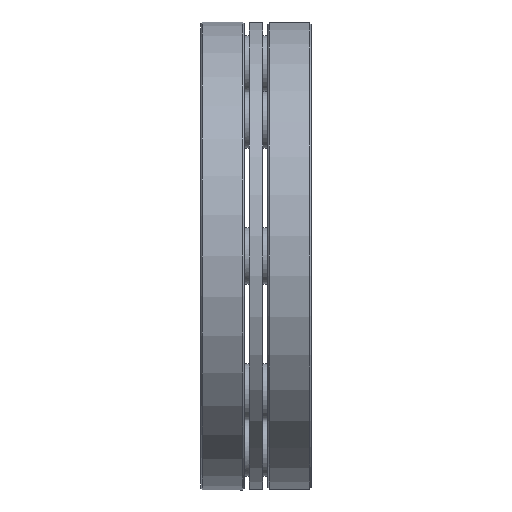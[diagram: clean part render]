
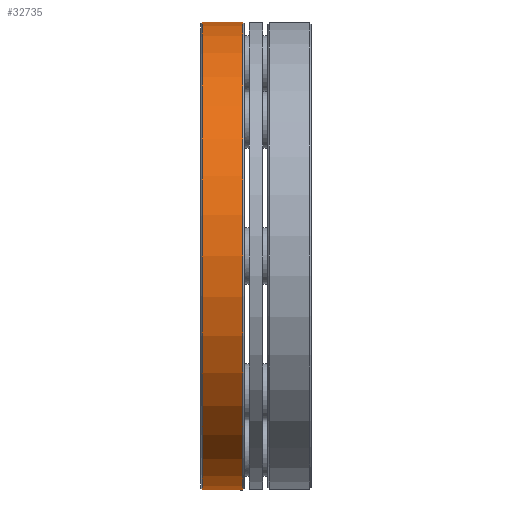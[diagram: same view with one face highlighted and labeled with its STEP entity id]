
A CAD part, front view. The second image highlights one B-rep face of the part: STEP entity #32735.
In plain terms, the highlighted cylindrical face has radius 162.5 mm (diameter 325 mm), a full revolution.
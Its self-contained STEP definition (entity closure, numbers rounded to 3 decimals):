
#234=CYLINDRICAL_SURFACE('',#34878,162.5);
#1306=CIRCLE('',#34819,162.5);
#1336=CIRCLE('',#34879,162.5);
#5844=ORIENTED_EDGE('',*,*,#8983,.T.);
#5845=ORIENTED_EDGE('',*,*,#8953,.T.);
#8953=EDGE_CURVE('',#11074,#11074,#1306,.T.);
#8983=EDGE_CURVE('',#11105,#11105,#1336,.T.);
#11074=VERTEX_POINT('',#46896);
#11105=VERTEX_POINT('',#46987);
#16864=EDGE_LOOP('',(#5844));
#16865=EDGE_LOOP('',(#5845));
#19423=FACE_BOUND('',#16864,.T.);
#19424=FACE_BOUND('',#16865,.T.);
#32735=ADVANCED_FACE('',(#19423,#19424),#234,.T.);
#34819=AXIS2_PLACEMENT_3D('',#46895,#40493,#40494);
#34878=AXIS2_PLACEMENT_3D('',#46985,#40611,#40612);
#34879=AXIS2_PLACEMENT_3D('',#46986,#40613,#40614);
#40493=DIRECTION('',(1.,0.,0.));
#40494=DIRECTION('',(0.,0.,-1.));
#40611=DIRECTION('',(-1.,0.,0.));
#40612=DIRECTION('',(0.,0.,1.));
#40613=DIRECTION('',(-1.,0.,0.));
#40614=DIRECTION('',(0.,0.,1.));
#46895=CARTESIAN_POINT('',(-33.429,0.,0.));
#46896=CARTESIAN_POINT('',(-33.429,0.,-162.5));
#46985=CARTESIAN_POINT('',(-58.479,0.,0.));
#46986=CARTESIAN_POINT('',(-5.429,0.,0.));
#46987=CARTESIAN_POINT('',(-5.429,0.,162.5));
